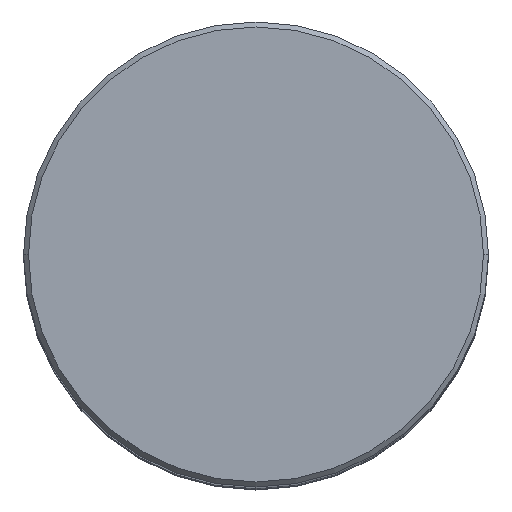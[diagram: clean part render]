
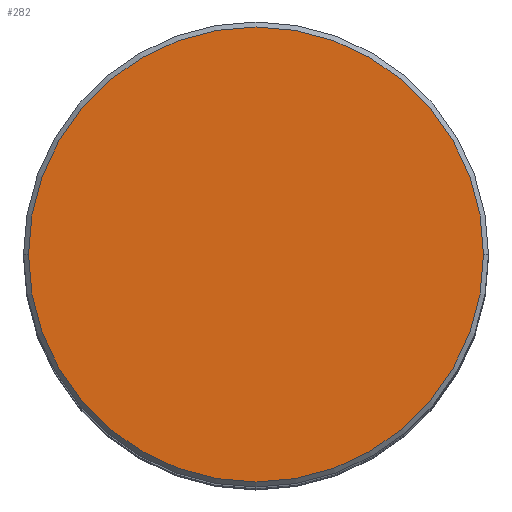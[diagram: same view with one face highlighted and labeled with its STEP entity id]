
A CAD part, top view. The second image highlights one B-rep face of the part: STEP entity #282.
In plain terms, the highlighted planar face has unit normal (0, 0, 1).
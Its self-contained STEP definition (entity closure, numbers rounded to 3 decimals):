
#6 = AXIS2_PLACEMENT_3D ( 'NONE', #265, #137, #65 ) ;
#7 = CARTESIAN_POINT ( 'NONE',  ( 0., 0., 0. ) ) ;
#8 = DIRECTION ( 'NONE',  ( 0., 0., -1. ) ) ;
#65 = DIRECTION ( 'NONE',  ( 1., 0., 0. ) ) ;
#74 = ORIENTED_EDGE ( 'NONE', *, *, #538, .T. ) ;
#137 = DIRECTION ( 'NONE',  ( 0., 0., 1. ) ) ;
#243 = DIRECTION ( 'NONE',  ( -1., 0., 0. ) ) ;
#254 = CARTESIAN_POINT ( 'NONE',  ( 13.7, 0., 0. ) ) ;
#265 = CARTESIAN_POINT ( 'NONE',  ( 0., 0., 0. ) ) ;
#282 = ADVANCED_FACE ( 'NONE', ( #427 ), #321, .F. ) ;
#321 = PLANE ( 'NONE',  #605 ) ;
#326 = AXIS2_PLACEMENT_3D ( 'NONE', #7, #446, #395 ) ;
#395 = DIRECTION ( 'NONE',  ( 1., 0., 0. ) ) ;
#427 = FACE_OUTER_BOUND ( 'NONE', #617, .T. ) ;
#446 = DIRECTION ( 'NONE',  ( 0., 0., 1. ) ) ;
#499 = CARTESIAN_POINT ( 'NONE',  ( -13.7, 0., 0. ) ) ;
#503 = ORIENTED_EDGE ( 'NONE', *, *, #712, .T. ) ;
#533 = CIRCLE ( 'NONE', #326, 13.7 ) ;
#538 = EDGE_CURVE ( 'NONE', #743, #610, #555, .T. ) ;
#555 = CIRCLE ( 'NONE', #6, 13.7 ) ;
#605 = AXIS2_PLACEMENT_3D ( 'NONE', #625, #8, #243 ) ;
#610 = VERTEX_POINT ( 'NONE', #254 ) ;
#617 = EDGE_LOOP ( 'NONE', ( #74, #503 ) ) ;
#625 = CARTESIAN_POINT ( 'NONE',  ( 0., 0., 0. ) ) ;
#712 = EDGE_CURVE ( 'NONE', #610, #743, #533, .T. ) ;
#743 = VERTEX_POINT ( 'NONE', #499 ) ;
